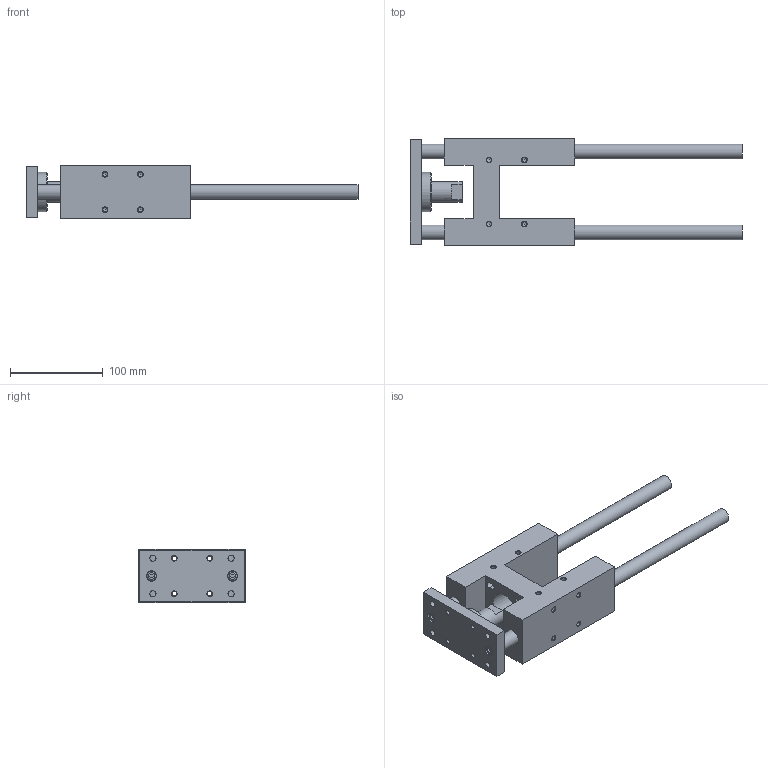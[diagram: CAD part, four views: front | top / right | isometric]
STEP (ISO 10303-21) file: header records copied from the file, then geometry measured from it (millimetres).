
FILE_DESCRIPTION( ( 'STEP AP214' ), '1' );
FILE_NAME( '1320.40.150.GLB(0).stp', '2021-08-25T13:43:25', ( 'License CC BY-ND 4.0' ), ( 'CADENAS' ), ' ', 'PARTsolutions', ' ' );
FILE_SCHEMA( ( 'AUTOMOTIVE_DESIGN { 1 0 10303 214 1 1 1 1 }' ) );
Length unit declared in the file: millimetre
Products named in the file (1): _1320.40.150.GLB(0)
Bounding box: 357 x 115 x 58 mm (x, y, z)
Volume: 700292.5 mm3; surface area: 112637 mm2
Topology: 1 solids, 1 shells, 148 faces, 364 edges, 234 vertices
Faces by surface type: plane 58, cylinder 47, cone 41, torus 2
Full cylindrical faces by diameter (mm): 4.917 x20, 6.6 x4, 10 x2, 11 x6, 16 x4, 22.353 x1, 35 x1, 42.222 x1
Entity records: 4968 total; most frequent: DIRECTION 670, CARTESIAN_POINT 613, ORIENTED_EDGE 496, EDGE_LOOP 274, AXIS2_PLACEMENT_3D 273, EDGE_CURVE 248, VERTEX_POINT 216, FACE_OUTER_BOUND 189
